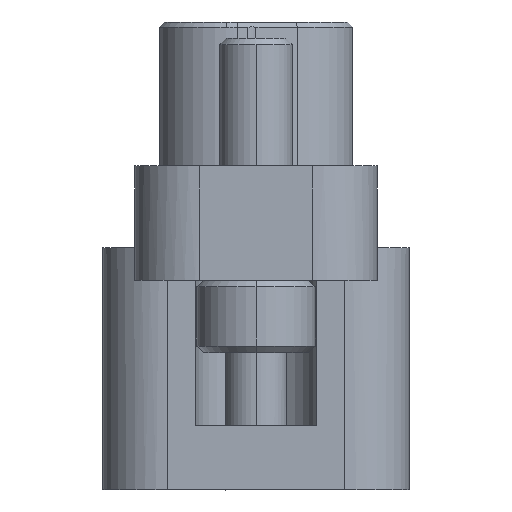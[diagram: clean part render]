
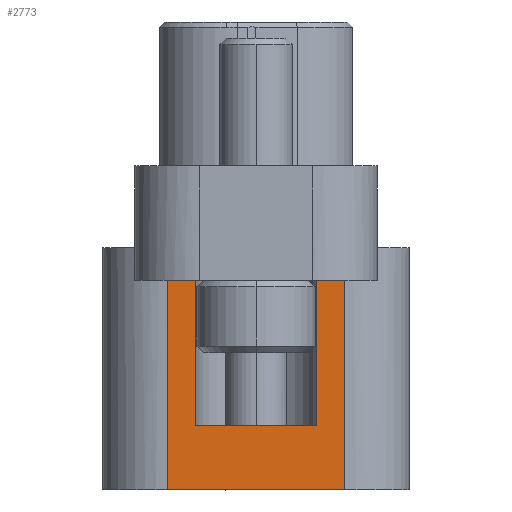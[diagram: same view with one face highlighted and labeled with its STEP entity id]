
A CAD part, left-side view. The second image highlights one B-rep face of the part: STEP entity #2773.
In plain terms, the highlighted planar face has unit normal (-1, 0, 0).
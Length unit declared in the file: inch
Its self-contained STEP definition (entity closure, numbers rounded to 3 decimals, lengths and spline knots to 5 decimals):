
#2741 = ORIENTED_EDGE ( 'NONE', *, *, #2742, .F. ) ;
#2742 = EDGE_CURVE ( 'NONE', #2743, #12362, #12742, .T. ) ;
#2743 = VERTEX_POINT ( 'NONE', #12733 ) ;
#2744 = ORIENTED_EDGE ( 'NONE', *, *, #2745, .F. ) ;
#2745 = EDGE_CURVE ( 'NONE', #2767, #2743, #12732, .T. ) ;
#2746 = ORIENTED_EDGE ( 'NONE', *, *, #2765, .T. ) ;
#2747 = ORIENTED_EDGE ( 'NONE', *, *, #12374, .F. ) ;
#2748 = ORIENTED_EDGE ( 'NONE', *, *, #3209, .T. ) ;
#2749 = ORIENTED_EDGE ( 'NONE', *, *, #2751, .F. ) ;
#2751 = EDGE_CURVE ( 'NONE', #3190, #3205, #12728, .T. ) ;
#2765 = EDGE_CURVE ( 'NONE', #2767, #12375, #12722, .T. ) ;
#2767 = VERTEX_POINT ( 'NONE', #12778 ) ;
#2773 = ADVANCED_FACE ( 'NONE', ( #12773 ), #12772, .T. ) ;
#2774 = EDGE_LOOP ( 'NONE', ( #2775, #2776, #2741, #2744, #2746, #2747, #2748, #2749 ) ) ;
#2775 = ORIENTED_EDGE ( 'NONE', *, *, #3188, .T. ) ;
#2776 = ORIENTED_EDGE ( 'NONE', *, *, #12364, .F. ) ;
#3188 = EDGE_CURVE ( 'NONE', #3190, #12365, #12987, .T. ) ;
#3190 = VERTEX_POINT ( 'NONE', #12983 ) ;
#3205 = VERTEX_POINT ( 'NONE', #12966 ) ;
#3209 = EDGE_CURVE ( 'NONE', #12372, #3205, #12964, .T. ) ;
#9759 = CARTESIAN_POINT ( 'NONE',  ( -1.0375, 0.094, -0.177 ) ) ;
#9760 = DIRECTION ( 'NONE',  ( 0., -1., 0. ) ) ;
#9761 = VECTOR ( 'NONE', #9760, 39.37008 ) ;
#9763 = CARTESIAN_POINT ( 'NONE',  ( -1.0375, -0.1885, -0.177 ) ) ;
#9765 = LINE ( 'NONE', #9763, #9761 ) ;
#9770 = CARTESIAN_POINT ( 'NONE',  ( -1.0375, 0.1375, -0.177 ) ) ;
#9798 = CARTESIAN_POINT ( 'NONE',  ( -1.0375, -0.1375, -0.177 ) ) ;
#9799 = DIRECTION ( 'NONE',  ( 0., -1., 0. ) ) ;
#9801 = VECTOR ( 'NONE', #9799, 39.37008 ) ;
#9802 = CARTESIAN_POINT ( 'NONE',  ( -1.0375, -0.1885, -0.177 ) ) ;
#9803 = LINE ( 'NONE', #9802, #9801 ) ;
#9808 = CARTESIAN_POINT ( 'NONE',  ( -1.0375, -0.094, -0.177 ) ) ;
#12362 = VERTEX_POINT ( 'NONE', #9808 ) ;
#12364 = EDGE_CURVE ( 'NONE', #12362, #12365, #9803, .T. ) ;
#12365 = VERTEX_POINT ( 'NONE', #9798 ) ;
#12372 = VERTEX_POINT ( 'NONE', #9770 ) ;
#12374 = EDGE_CURVE ( 'NONE', #12372, #12375, #9765, .T. ) ;
#12375 = VERTEX_POINT ( 'NONE', #9759 ) ;
#12722 = LINE ( 'NONE', #12781, #12780 ) ;
#12725 = DIRECTION ( 'NONE',  ( 0., 1., 0. ) ) ;
#12726 = VECTOR ( 'NONE', #12725, 39.37008 ) ;
#12727 = CARTESIAN_POINT ( 'NONE',  ( -1.0375, -0.2375, -0.502 ) ) ;
#12728 = LINE ( 'NONE', #12727, #12726 ) ;
#12729 = DIRECTION ( 'NONE',  ( 0., -1., 0. ) ) ;
#12730 = VECTOR ( 'NONE', #12729, 39.37008 ) ;
#12731 = CARTESIAN_POINT ( 'NONE',  ( -1.0375, -0.094, -0.402 ) ) ;
#12732 = LINE ( 'NONE', #12731, #12730 ) ;
#12733 = CARTESIAN_POINT ( 'NONE',  ( -1.0375, -0.094, -0.402 ) ) ;
#12734 = DIRECTION ( 'NONE',  ( 0., 0., 1. ) ) ;
#12735 = VECTOR ( 'NONE', #12734, 39.37008 ) ;
#12736 = CARTESIAN_POINT ( 'NONE',  ( -1.0375, -0.094, -0.177 ) ) ;
#12742 = LINE ( 'NONE', #12736, #12735 ) ;
#12768 = DIRECTION ( 'NONE',  ( 0., -1., 0. ) ) ;
#12769 = DIRECTION ( 'NONE',  ( -1., 0., 0. ) ) ;
#12770 = CARTESIAN_POINT ( 'NONE',  ( -1.0375, 0.1375, -0.502 ) ) ;
#12771 = AXIS2_PLACEMENT_3D ( 'NONE', #12770, #12769, #12768 ) ;
#12772 = PLANE ( 'NONE',  #12771 ) ;
#12773 = FACE_OUTER_BOUND ( 'NONE', #2774, .T. ) ;
#12778 = CARTESIAN_POINT ( 'NONE',  ( -1.0375, 0.094, -0.402 ) ) ;
#12779 = DIRECTION ( 'NONE',  ( 0., 0., 1. ) ) ;
#12780 = VECTOR ( 'NONE', #12779, 39.37008 ) ;
#12781 = CARTESIAN_POINT ( 'NONE',  ( -1.0375, 0.094, -0.502 ) ) ;
#12961 = DIRECTION ( 'NONE',  ( 0., 0., -1. ) ) ;
#12962 = VECTOR ( 'NONE', #12961, 39.37008 ) ;
#12963 = CARTESIAN_POINT ( 'NONE',  ( -1.0375, 0.1375, -0.502 ) ) ;
#12964 = LINE ( 'NONE', #12963, #12962 ) ;
#12966 = CARTESIAN_POINT ( 'NONE',  ( -1.0375, 0.1375, -0.502 ) ) ;
#12983 = CARTESIAN_POINT ( 'NONE',  ( -1.0375, -0.1375, -0.502 ) ) ;
#12984 = DIRECTION ( 'NONE',  ( 0., 0., 1. ) ) ;
#12985 = VECTOR ( 'NONE', #12984, 39.37008 ) ;
#12986 = CARTESIAN_POINT ( 'NONE',  ( -1.0375, -0.1375, -0.502 ) ) ;
#12987 = LINE ( 'NONE', #12986, #12985 ) ;
